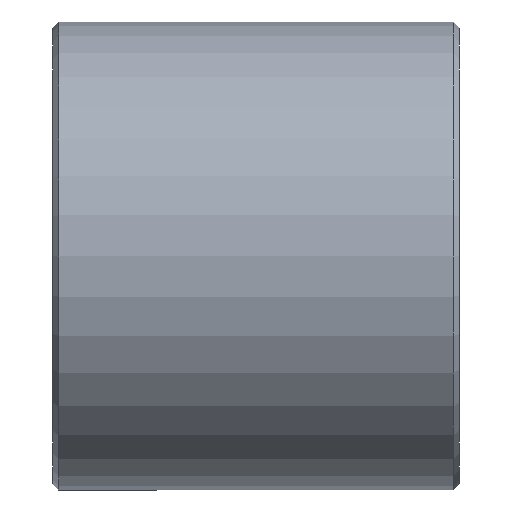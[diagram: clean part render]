
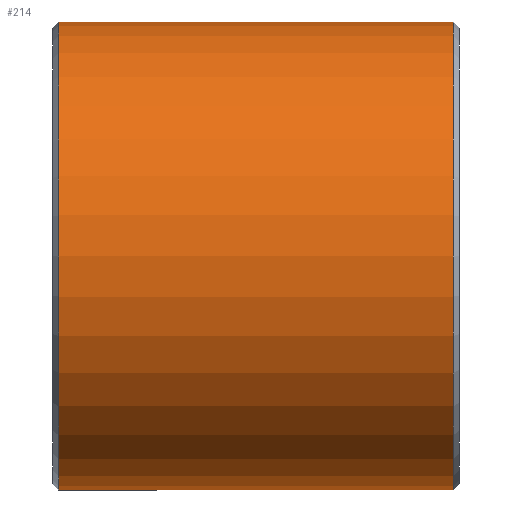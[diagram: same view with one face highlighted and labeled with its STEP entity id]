
A CAD part, left-side view. The second image highlights one B-rep face of the part: STEP entity #214.
In plain terms, the highlighted cylindrical face has radius 11.5 mm (diameter 23 mm), a partial arc.
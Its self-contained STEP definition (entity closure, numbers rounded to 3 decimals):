
#190 = ORIENTED_EDGE ( 'NONE', *, *, #431, .F. ) ;
#191 = ORIENTED_EDGE ( 'NONE', *, *, #192, .T. ) ;
#192 = EDGE_CURVE ( 'NONE', #262, #480, #792, .T. ) ;
#193 = ORIENTED_EDGE ( 'NONE', *, *, #558, .T. ) ;
#194 = ORIENTED_EDGE ( 'NONE', *, *, #195, .F. ) ;
#195 = EDGE_CURVE ( 'NONE', #305, #273, #769, .T. ) ;
#214 = ADVANCED_FACE ( 'NONE', ( #906 ), #958, .T. ) ;
#215 = EDGE_LOOP ( 'NONE', ( #190, #191, #193, #194 ) ) ;
#262 = VERTEX_POINT ( 'NONE', #847 ) ;
#273 = VERTEX_POINT ( 'NONE', #835 ) ;
#305 = VERTEX_POINT ( 'NONE', #1157 ) ;
#431 = EDGE_CURVE ( 'NONE', #262, #305, #1308, .T. ) ;
#480 = VERTEX_POINT ( 'NONE', #1410 ) ;
#558 = EDGE_CURVE ( 'NONE', #480, #273, #1545, .T. ) ;
#766 = DIRECTION ( 'NONE',  ( 0., 0., -1. ) ) ;
#767 = DIRECTION ( 'NONE',  ( 0., -1., 0. ) ) ;
#768 = AXIS2_PLACEMENT_3D ( 'NONE', #793, #767, #766 ) ;
#769 = CIRCLE ( 'NONE', #768, 11.5 ) ;
#771 = DIRECTION ( 'NONE',  ( 0., 0., -1. ) ) ;
#772 = DIRECTION ( 'NONE',  ( 0., -1., 0. ) ) ;
#773 = AXIS2_PLACEMENT_3D ( 'NONE', #791, #772, #771 ) ;
#791 = CARTESIAN_POINT ( 'NONE',  ( 0., 9.7, 0. ) ) ;
#792 = CIRCLE ( 'NONE', #773, 11.5 ) ;
#793 = CARTESIAN_POINT ( 'NONE',  ( 0., -9.7, 0. ) ) ;
#835 = CARTESIAN_POINT ( 'NONE',  ( 0., -9.7, -11.5 ) ) ;
#847 = CARTESIAN_POINT ( 'NONE',  ( 0., 9.7, 11.5 ) ) ;
#851 = DIRECTION ( 'NONE',  ( 0., -1., 0. ) ) ;
#906 = FACE_OUTER_BOUND ( 'NONE', #215, .T. ) ;
#957 = CARTESIAN_POINT ( 'NONE',  ( 0., -9.881, 0. ) ) ;
#958 = CYLINDRICAL_SURFACE ( 'NONE', #1055, 11.5 ) ;
#1054 = DIRECTION ( 'NONE',  ( 0., 0., -1. ) ) ;
#1055 = AXIS2_PLACEMENT_3D ( 'NONE', #957, #851, #1054 ) ;
#1157 = CARTESIAN_POINT ( 'NONE',  ( 0., -9.7, 11.5 ) ) ;
#1307 = CARTESIAN_POINT ( 'NONE',  ( 0., -9.881, 11.5 ) ) ;
#1308 = LINE ( 'NONE', #1307, #1332 ) ;
#1331 = DIRECTION ( 'NONE',  ( 0., -1., 0. ) ) ;
#1332 = VECTOR ( 'NONE', #1331, 1000. ) ;
#1410 = CARTESIAN_POINT ( 'NONE',  ( 0., 9.7, -11.5 ) ) ;
#1545 = LINE ( 'NONE', #1546, #1548 ) ;
#1546 = CARTESIAN_POINT ( 'NONE',  ( 0., -9.881, -11.5 ) ) ;
#1547 = DIRECTION ( 'NONE',  ( 0., -1., 0. ) ) ;
#1548 = VECTOR ( 'NONE', #1547, 1000. ) ;
